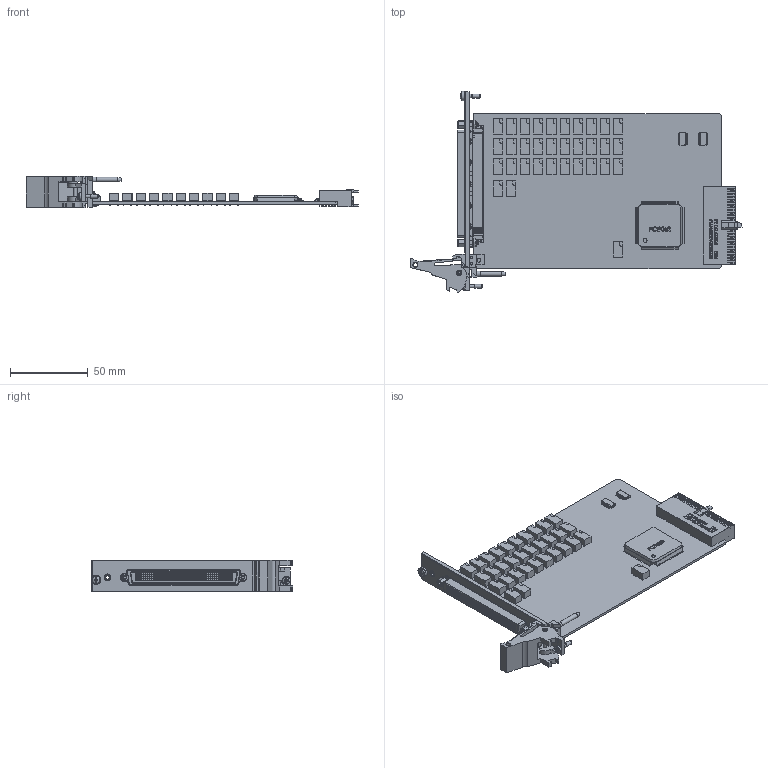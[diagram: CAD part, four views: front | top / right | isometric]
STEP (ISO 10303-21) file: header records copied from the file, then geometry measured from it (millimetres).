
FILE_DESCRIPTION (( 'STEP AP214' ), '1' );
FILE_NAME ('40-148-001 32xSPDT EM Relays.STEP', '2013-08-21T14:32:58', ( 'admin' ), ( '' ), 'SwSTEP 2.0', 'SolidWorks 2012', '' );
FILE_SCHEMA (( 'AUTOMOTIVE_DESIGN' ));
Length unit declared in the file: millimetre
Products named in the file (1): 40-148-001 32xSPDT EM Relays
Bounding box: 214.01 x 129.67 x 20 mm (x, y, z)
Surface area: 69719.5 mm2 (no closed solid volume)
Topology: 0 solids, 593 shells, 3454 faces, 14186 edges, 10599 vertices
Faces by surface type: plane 2574, cylinder 822, cone 28, bspline 21, torus 5, sphere 4
Full cylindrical faces by diameter (mm): 0.4 x264, 0.584 x168, 0.6 x110, 0.75 x9, 1.496 x2, 2 x6, 2.05 x2, 2.261 x1, 2.497 x1, 2.5 x7, 2.6 x1, 2.8 x1, 3 x3, 3.17 x1, 4.4 x1, 5 x4, 5.2 x2, 5.3 x1, 6 x1
Entity records: 186150 total; most frequent: CARTESIAN_POINT 35666, DIRECTION 21883, ORIENTED_EDGE 19017, EDGE_CURVE 13453, VECTOR 10743, LINE 10743, VERTEX_POINT 10477, AXIS2_PLACEMENT_3D 5570
